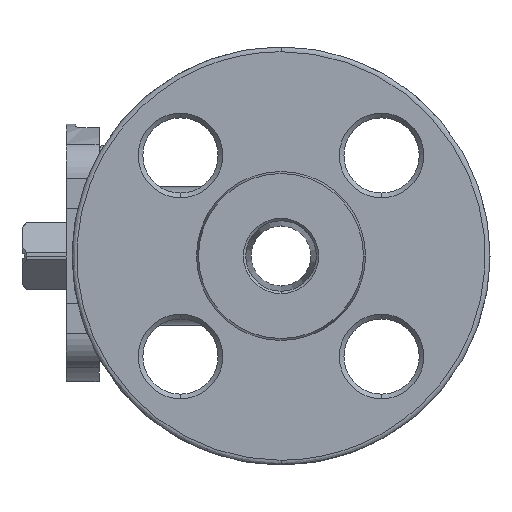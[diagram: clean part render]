
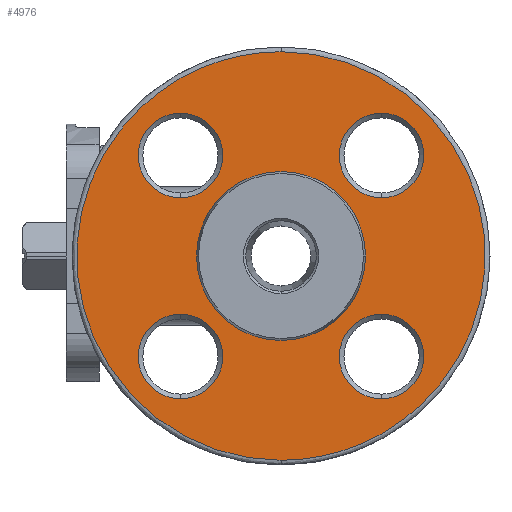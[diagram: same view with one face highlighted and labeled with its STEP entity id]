
A CAD part, left-side view. The second image highlights one B-rep face of the part: STEP entity #4976.
In plain terms, the highlighted planar face has unit normal (-1, 0, 0).
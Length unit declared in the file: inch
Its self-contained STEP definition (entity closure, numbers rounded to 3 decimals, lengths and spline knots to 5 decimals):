
#370 = CARTESIAN_POINT ( 'NONE',  ( -2.23613, -0.98995, 0.84213 ) ) ;
#441 = DIRECTION ( 'NONE',  ( 0., 0., 1. ) ) ;
#708 = VERTEX_POINT ( 'NONE', #35729 ) ;
#863 = ORIENTED_EDGE ( 'NONE', *, *, #15920, .T. ) ;
#959 = DIRECTION ( 'NONE',  ( 0., 1., 0. ) ) ;
#1788 = CARTESIAN_POINT ( 'NONE',  ( -2.23613, -0.14782, 0. ) ) ;
#1904 = EDGE_CURVE ( 'NONE', #33779, #708, #25332, .T. ) ;
#2041 = CARTESIAN_POINT ( 'NONE',  ( -2.23613, -0.14782, 1.71063 ) ) ;
#2432 = VERTEX_POINT ( 'NONE', #31458 ) ;
#2632 = CARTESIAN_POINT ( 'NONE',  ( -2.23613, -0.14782, -1.71063 ) ) ;
#2696 = CARTESIAN_POINT ( 'NONE',  ( -2.23613, 0.6943, -0.84213 ) ) ;
#2704 = EDGE_CURVE ( 'NONE', #11233, #17842, #5728, .T. ) ;
#2878 = EDGE_LOOP ( 'NONE', ( #11433, #6306 ) ) ;
#3342 = VERTEX_POINT ( 'NONE', #15592 ) ;
#3622 = AXIS2_PLACEMENT_3D ( 'NONE', #13065, #29865, #26980 ) ;
#4549 = ORIENTED_EDGE ( 'NONE', *, *, #26364, .T. ) ;
#4695 = AXIS2_PLACEMENT_3D ( 'NONE', #8397, #17069, #22314 ) ;
#4860 = VERTEX_POINT ( 'NONE', #33361 ) ;
#4963 = CARTESIAN_POINT ( 'NONE',  ( -2.23613, 3.27344, 1.71063 ) ) ;
#4976 = ADVANCED_FACE ( 'NONE', ( #25202, #22139, #5898, #27737, #33189, #14003 ), #6081, .T. ) ;
#5728 = CIRCLE ( 'NONE', #30502, 0.35433 ) ;
#5898 = FACE_BOUND ( 'NONE', #31910, .T. ) ;
#6081 = PLANE ( 'NONE',  #4695 ) ;
#6296 = AXIS2_PLACEMENT_3D ( 'NONE', #28544, #9558, #959 ) ;
#6306 = ORIENTED_EDGE ( 'NONE', *, *, #29945, .T. ) ;
#6663 =( BOUNDED_CURVE ( )  B_SPLINE_CURVE ( 3, ( #2632, #13599, #4963, #32600 ),
 .UNSPECIFIED., .F., .F. ) 
 B_SPLINE_CURVE_WITH_KNOTS ( ( 4, 4 ),
 ( 0.5, 1. ),
 .UNSPECIFIED. ) 
 CURVE ( )  GEOMETRIC_REPRESENTATION_ITEM ( )  RATIONAL_B_SPLINE_CURVE ( ( 1., 0.333, 0.333, 1. ) ) 
 REPRESENTATION_ITEM ( '' )  );
#7144 = ORIENTED_EDGE ( 'NONE', *, *, #20499, .T. ) ;
#7891 = CARTESIAN_POINT ( 'NONE',  ( -2.23613, 0.6943, 0.48779 ) ) ;
#8230 = DIRECTION ( 'NONE',  ( 0., 0., 1. ) ) ;
#8397 = CARTESIAN_POINT ( 'NONE',  ( -2.23613, -0.85564, 0. ) ) ;
#8448 = CARTESIAN_POINT ( 'NONE',  ( -2.23613, -0.85564, 0. ) ) ;
#9343 = EDGE_LOOP ( 'NONE', ( #26749, #33324 ) ) ;
#9558 = DIRECTION ( 'NONE',  ( 1., 0., 0. ) ) ;
#10235 = DIRECTION ( 'NONE',  ( 1., 0., 0. ) ) ;
#10312 = ORIENTED_EDGE ( 'NONE', *, *, #19416, .T. ) ;
#11233 = VERTEX_POINT ( 'NONE', #21922 ) ;
#11341 = DIRECTION ( 'NONE',  ( 1., 0., 0. ) ) ;
#11433 = ORIENTED_EDGE ( 'NONE', *, *, #35120, .T. ) ;
#11503 = VERTEX_POINT ( 'NONE', #8448 ) ;
#11626 = CIRCLE ( 'NONE', #26030, 0.35433 ) ;
#11786 = CARTESIAN_POINT ( 'NONE',  ( -2.23613, -0.98995, 0.84213 ) ) ;
#12260 = AXIS2_PLACEMENT_3D ( 'NONE', #31875, #15774, #13229 ) ;
#12567 = CIRCLE ( 'NONE', #20009, 0.35433 ) ;
#12586 = CARTESIAN_POINT ( 'NONE',  ( -2.23613, -0.14782, 1.71063 ) ) ;
#12677 = CIRCLE ( 'NONE', #24227, 0.35433 ) ;
#12769 = DIRECTION ( 'NONE',  ( 1., 0., 0. ) ) ;
#12970 = VERTEX_POINT ( 'NONE', #7891 ) ;
#13065 = CARTESIAN_POINT ( 'NONE',  ( -2.23613, 0.6943, 0.84213 ) ) ;
#13229 = DIRECTION ( 'NONE',  ( 0., 0., 1. ) ) ;
#13599 = CARTESIAN_POINT ( 'NONE',  ( -2.23613, 3.27344, -1.71063 ) ) ;
#13716 = DIRECTION ( 'NONE',  ( 0., 0., 1. ) ) ;
#14003 = FACE_BOUND ( 'NONE', #20960, .T. ) ;
#14400 = DIRECTION ( 'NONE',  ( 0., 0., 1. ) ) ;
#14595 = CARTESIAN_POINT ( 'NONE',  ( -2.23613, 0.6943, -0.48779 ) ) ;
#14658 = AXIS2_PLACEMENT_3D ( 'NONE', #16355, #18717, #8230 ) ;
#15149 = CARTESIAN_POINT ( 'NONE',  ( -2.23613, -0.98995, 0.48779 ) ) ;
#15592 = CARTESIAN_POINT ( 'NONE',  ( -2.23613, 0.56, 0. ) ) ;
#15774 = DIRECTION ( 'NONE',  ( 1., 0., 0. ) ) ;
#15841 = AXIS2_PLACEMENT_3D ( 'NONE', #11786, #25154, #441 ) ;
#15899 = CARTESIAN_POINT ( 'NONE',  ( -2.23613, -3.56908, 1.71063 ) ) ;
#15920 = EDGE_CURVE ( 'NONE', #17842, #11233, #11626, .T. ) ;
#16355 = CARTESIAN_POINT ( 'NONE',  ( -2.23613, -0.98995, -0.84213 ) ) ;
#17069 = DIRECTION ( 'NONE',  ( -1., 0., 0. ) ) ;
#17842 = VERTEX_POINT ( 'NONE', #14595 ) ;
#18717 = DIRECTION ( 'NONE',  ( 1., 0., 0. ) ) ;
#18946 = CARTESIAN_POINT ( 'NONE',  ( -2.23613, -0.98995, -0.84213 ) ) ;
#19093 = AXIS2_PLACEMENT_3D ( 'NONE', #1788, #12769, #20896 ) ;
#19116 = CARTESIAN_POINT ( 'NONE',  ( -2.23613, -0.98995, -0.48779 ) ) ;
#19132 = CARTESIAN_POINT ( 'NONE',  ( -2.23613, 0.6943, -0.84213 ) ) ;
#19416 = EDGE_CURVE ( 'NONE', #12970, #4860, #22058, .T. ) ;
#20009 = AXIS2_PLACEMENT_3D ( 'NONE', #370, #11341, #14400 ) ;
#20499 = EDGE_CURVE ( 'NONE', #3342, #11503, #22446, .T. ) ;
#20896 = DIRECTION ( 'NONE',  ( 0., 1., 0. ) ) ;
#20960 = EDGE_LOOP ( 'NONE', ( #4549, #10312 ) ) ;
#21299 = EDGE_CURVE ( 'NONE', #2432, #33702, #12677, .T. ) ;
#21922 = CARTESIAN_POINT ( 'NONE',  ( -2.23613, 0.6943, -1.19646 ) ) ;
#22058 = CIRCLE ( 'NONE', #12260, 0.35433 ) ;
#22139 = FACE_OUTER_BOUND ( 'NONE', #9343, .T. ) ;
#22314 = DIRECTION ( 'NONE',  ( 0., 0., 1. ) ) ;
#22446 = CIRCLE ( 'NONE', #6296, 0.70782 ) ;
#22509 = ORIENTED_EDGE ( 'NONE', *, *, #26988, .T. ) ;
#22562 = CIRCLE ( 'NONE', #19093, 0.70782 ) ;
#24157 = DIRECTION ( 'NONE',  ( 0., 0., 1. ) ) ;
#24215 = CARTESIAN_POINT ( 'NONE',  ( -2.23613, -3.56908, -1.71063 ) ) ;
#24227 = AXIS2_PLACEMENT_3D ( 'NONE', #18946, #29967, #27274 ) ;
#25154 = DIRECTION ( 'NONE',  ( 1., 0., 0. ) ) ;
#25202 = FACE_BOUND ( 'NONE', #28774, .T. ) ;
#25332 =( BOUNDED_CURVE ( )  B_SPLINE_CURVE ( 3, ( #2041, #15899, #24215, #29629 ),
 .UNSPECIFIED., .F., .F. ) 
 B_SPLINE_CURVE_WITH_KNOTS ( ( 4, 4 ),
 ( 0., 0.5 ),
 .UNSPECIFIED. ) 
 CURVE ( )  GEOMETRIC_REPRESENTATION_ITEM ( )  RATIONAL_B_SPLINE_CURVE ( ( 1., 0.333, 0.333, 1. ) ) 
 REPRESENTATION_ITEM ( '' )  );
#25561 = CARTESIAN_POINT ( 'NONE',  ( -2.23613, -0.98995, 1.19646 ) ) ;
#25639 = CIRCLE ( 'NONE', #14658, 0.35433 ) ;
#26030 = AXIS2_PLACEMENT_3D ( 'NONE', #2696, #10235, #24157 ) ;
#26053 = VERTEX_POINT ( 'NONE', #25561 ) ;
#26364 = EDGE_CURVE ( 'NONE', #4860, #12970, #32386, .T. ) ;
#26407 = EDGE_CURVE ( 'NONE', #708, #33779, #6663, .T. ) ;
#26749 = ORIENTED_EDGE ( 'NONE', *, *, #1904, .F. ) ;
#26980 = DIRECTION ( 'NONE',  ( 0., 0., 1. ) ) ;
#26988 = EDGE_CURVE ( 'NONE', #11503, #3342, #22562, .T. ) ;
#27274 = DIRECTION ( 'NONE',  ( 0., 0., 1. ) ) ;
#27737 = FACE_BOUND ( 'NONE', #33009, .T. ) ;
#28521 = CIRCLE ( 'NONE', #15841, 0.35433 ) ;
#28544 = CARTESIAN_POINT ( 'NONE',  ( -2.23613, -0.14782, 0. ) ) ;
#28774 = EDGE_LOOP ( 'NONE', ( #7144, #22509 ) ) ;
#29576 = EDGE_CURVE ( 'NONE', #33702, #2432, #25639, .T. ) ;
#29629 = CARTESIAN_POINT ( 'NONE',  ( -2.23613, -0.14782, -1.71063 ) ) ;
#29865 = DIRECTION ( 'NONE',  ( 1., 0., 0. ) ) ;
#29945 = EDGE_CURVE ( 'NONE', #32265, #26053, #28521, .T. ) ;
#29967 = DIRECTION ( 'NONE',  ( 1., 0., 0. ) ) ;
#30342 = DIRECTION ( 'NONE',  ( 1., 0., 0. ) ) ;
#30502 = AXIS2_PLACEMENT_3D ( 'NONE', #19132, #30342, #13716 ) ;
#31458 = CARTESIAN_POINT ( 'NONE',  ( -2.23613, -0.98995, -1.19646 ) ) ;
#31701 = ORIENTED_EDGE ( 'NONE', *, *, #2704, .T. ) ;
#31875 = CARTESIAN_POINT ( 'NONE',  ( -2.23613, 0.6943, 0.84213 ) ) ;
#31910 = EDGE_LOOP ( 'NONE', ( #863, #31701 ) ) ;
#32265 = VERTEX_POINT ( 'NONE', #15149 ) ;
#32386 = CIRCLE ( 'NONE', #3622, 0.35433 ) ;
#32600 = CARTESIAN_POINT ( 'NONE',  ( -2.23613, -0.14782, 1.71063 ) ) ;
#33009 = EDGE_LOOP ( 'NONE', ( #33955, #34260 ) ) ;
#33189 = FACE_BOUND ( 'NONE', #2878, .T. ) ;
#33324 = ORIENTED_EDGE ( 'NONE', *, *, #26407, .F. ) ;
#33361 = CARTESIAN_POINT ( 'NONE',  ( -2.23613, 0.6943, 1.19646 ) ) ;
#33702 = VERTEX_POINT ( 'NONE', #19116 ) ;
#33779 = VERTEX_POINT ( 'NONE', #12586 ) ;
#33955 = ORIENTED_EDGE ( 'NONE', *, *, #29576, .T. ) ;
#34260 = ORIENTED_EDGE ( 'NONE', *, *, #21299, .T. ) ;
#35120 = EDGE_CURVE ( 'NONE', #26053, #32265, #12567, .T. ) ;
#35729 = CARTESIAN_POINT ( 'NONE',  ( -2.23613, -0.14782, -1.71063 ) ) ;
